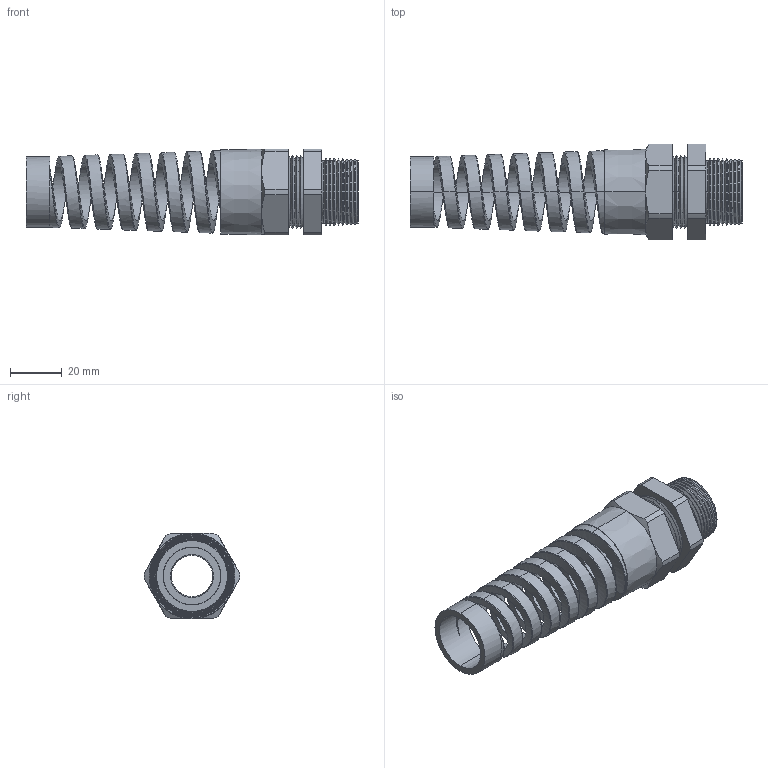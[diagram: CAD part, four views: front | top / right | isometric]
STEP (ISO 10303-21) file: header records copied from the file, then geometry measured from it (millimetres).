
FILE_DESCRIPTION (( 'STEP AP203' ), '1' );
FILE_NAME ('CF21NR-GY.STEP', '2008-06-18T18:27:28', ( 'BSI05' ), ( 'BAYSTATE' ), 'SwSTEP 2.0', 'SolidWorks 2007', '' );
FILE_SCHEMA (( 'CONFIG_CONTROL_DESIGN' ));
Length unit declared in the file: inch
Products named in the file (1): CF21NR-GY
Bounding box: 128.02 x 36.98 x 33.02 mm (x, y, z)
Volume: 40625 mm3; surface area: 22677.7 mm2
Topology: 1 solids, 1 shells, 163 faces, 381 edges, 223 vertices
Faces by surface type: cone 97, cylinder 39, plane 19, torus 4, bspline 4
Entity records: 14071 total; most frequent: CARTESIAN_POINT 10347, DIRECTION 767, ORIENTED_EDGE 762, EDGE_CURVE 381, AXIS2_PLACEMENT_3D 304, VERTEX_POINT 223, EDGE_LOOP 170, ADVANCED_FACE 163
